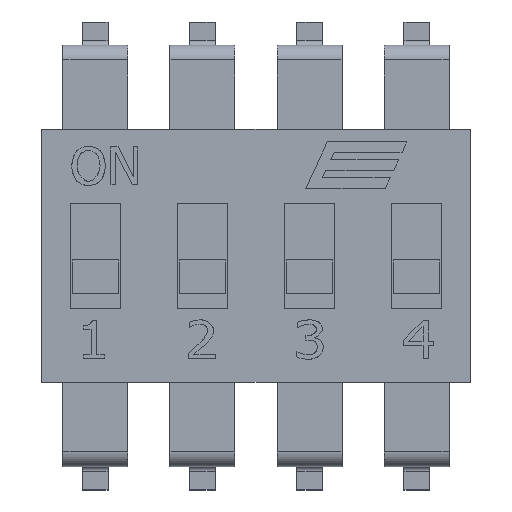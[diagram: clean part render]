
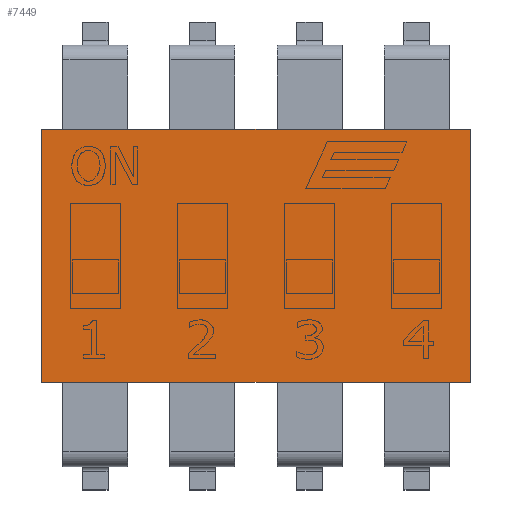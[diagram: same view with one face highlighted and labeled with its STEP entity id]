
A CAD part, top view. The second image highlights one B-rep face of the part: STEP entity #7449.
In plain terms, the highlighted planar face has unit normal (0, 0, 1).
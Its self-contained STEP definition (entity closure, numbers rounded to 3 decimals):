
#7319=CARTESIAN_POINT('',(5.08,3.,0.01));
#7320=VERTEX_POINT('',#7319);
#7321=CARTESIAN_POINT('',(5.08,-3.,0.01));
#7322=VERTEX_POINT('',#7321);
#7323=CARTESIAN_POINT('',(5.08,3.,0.01));
#7324=DIRECTION('',(0.0,-1.0,0.0));
#7325=VECTOR('',#7324,6.);
#7326=LINE('',#7323,#7325);
#7327=EDGE_CURVE('',#7320,#7322,#7326,.T.);
#7359=CARTESIAN_POINT('',(-5.08,-3.,0.01));
#7360=VERTEX_POINT('',#7359);
#7361=CARTESIAN_POINT('',(5.08,-3.,0.01));
#7362=DIRECTION('',(-1.0,0.0,0.0));
#7363=VECTOR('',#7362,10.16);
#7364=LINE('',#7361,#7363);
#7365=EDGE_CURVE('',#7322,#7360,#7364,.T.);
#7390=CARTESIAN_POINT('',(-5.08,3.,0.01));
#7391=VERTEX_POINT('',#7390);
#7392=CARTESIAN_POINT('',(-5.08,-3.,0.01));
#7393=DIRECTION('',(0.0,1.0,0.0));
#7394=VECTOR('',#7393,6.);
#7395=LINE('',#7392,#7394);
#7396=EDGE_CURVE('',#7360,#7391,#7395,.T.);
#7421=CARTESIAN_POINT('',(-5.08,3.,0.01));
#7422=DIRECTION('',(1.0,0.0,0.0));
#7423=VECTOR('',#7422,10.16);
#7424=LINE('',#7421,#7423);
#7425=EDGE_CURVE('',#7391,#7320,#7424,.T.);
#7438=CARTESIAN_POINT('',(0.,0.,0.01));
#7439=DIRECTION('',(0.0,0.0,1.0));
#7440=DIRECTION('',(1.0,0.0,0.0));
#7441=AXIS2_PLACEMENT_3D('',#7438,#7439,#7440);
#7442=PLANE('',#7441);
#7443=ORIENTED_EDGE('',*,*,#7327,.F.);
#7444=ORIENTED_EDGE('',*,*,#7425,.F.);
#7445=ORIENTED_EDGE('',*,*,#7396,.F.);
#7446=ORIENTED_EDGE('',*,*,#7365,.F.);
#7447=EDGE_LOOP('',(#7443,#7444,#7445,#7446));
#7448=FACE_OUTER_BOUND('',#7447,.T.);
#7449=ADVANCED_FACE('',(#7448),#7442,.T.);
